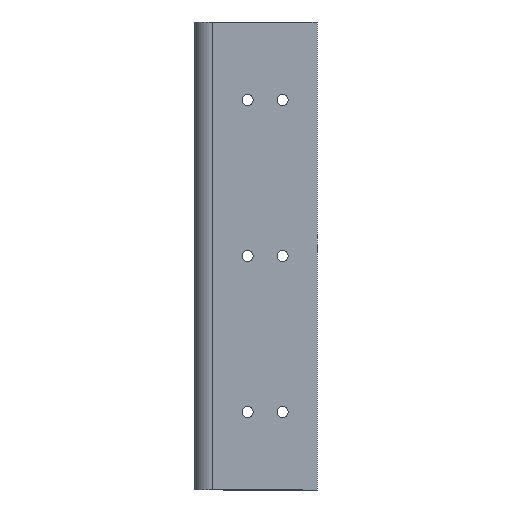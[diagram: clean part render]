
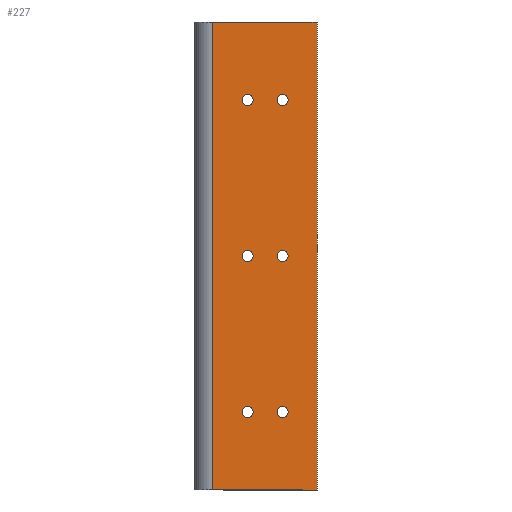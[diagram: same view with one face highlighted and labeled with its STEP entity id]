
A CAD part, front view. The second image highlights one B-rep face of the part: STEP entity #227.
In plain terms, the highlighted planar face has unit normal (0, -1, 0).
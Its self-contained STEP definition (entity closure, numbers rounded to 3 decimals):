
#4 = CIRCLE ( 'NONE', #674, 3. ) ;
#13 = DIRECTION ( 'NONE',  ( 0., 0., 1. ) ) ;
#18 = AXIS2_PLACEMENT_3D ( 'NONE', #1212, #38, #1318 ) ;
#23 = EDGE_LOOP ( 'NONE', ( #1366, #1026 ) ) ;
#30 = VERTEX_POINT ( 'NONE', #880 ) ;
#31 = DIRECTION ( 'NONE',  ( 0., 0., 1. ) ) ;
#35 = EDGE_LOOP ( 'NONE', ( #1071, #254, #845, #859 ) ) ;
#36 = EDGE_CURVE ( 'NONE', #1265, #1341, #74, .T. ) ;
#38 = DIRECTION ( 'NONE',  ( 0., 1., 0. ) ) ;
#63 = CIRCLE ( 'NONE', #819, 3. ) ;
#74 = CIRCLE ( 'NONE', #211, 3. ) ;
#76 = FACE_BOUND ( 'NONE', #321, .T. ) ;
#77 = DIRECTION ( 'NONE',  ( 0., -1., 0. ) ) ;
#86 = AXIS2_PLACEMENT_3D ( 'NONE', #1295, #1077, #1183 ) ;
#101 = CIRCLE ( 'NONE', #86, 3. ) ;
#108 = CIRCLE ( 'NONE', #1368, 3. ) ;
#120 = DIRECTION ( 'NONE',  ( 0., 0., 1. ) ) ;
#135 = CARTESIAN_POINT ( 'NONE',  ( 44., -9.55, 0. ) ) ;
#165 = ORIENTED_EDGE ( 'NONE', *, *, #858, .T. ) ;
#183 = VERTEX_POINT ( 'NONE', #1005 ) ;
#185 = CARTESIAN_POINT ( 'NONE',  ( 25.3, -9.55, -85. ) ) ;
#190 = CARTESIAN_POINT ( 'NONE',  ( 6.2, -9.55, -88. ) ) ;
#211 = AXIS2_PLACEMENT_3D ( 'NONE', #664, #220, #13 ) ;
#220 = DIRECTION ( 'NONE',  ( 0., 1., 0. ) ) ;
#227 = ADVANCED_FACE ( 'NONE', ( #821, #654, #76, #1201, #1037, #629, #1111 ), #1057, .T. ) ;
#246 = CARTESIAN_POINT ( 'NONE',  ( 25.3, -9.55, -85. ) ) ;
#252 = VECTOR ( 'NONE', #567, 1000. ) ;
#254 = ORIENTED_EDGE ( 'NONE', *, *, #1323, .T. ) ;
#263 = VECTOR ( 'NONE', #500, 1000. ) ;
#265 = VERTEX_POINT ( 'NONE', #525 ) ;
#287 = ORIENTED_EDGE ( 'NONE', *, *, #561, .T. ) ;
#295 = CIRCLE ( 'NONE', #1269, 3. ) ;
#297 = CARTESIAN_POINT ( 'NONE',  ( 6.2, -9.55, 0. ) ) ;
#308 = EDGE_CURVE ( 'NONE', #1220, #265, #923, .T. ) ;
#311 = AXIS2_PLACEMENT_3D ( 'NONE', #185, #731, #407 ) ;
#321 = EDGE_LOOP ( 'NONE', ( #797, #883 ) ) ;
#323 = EDGE_CURVE ( 'NONE', #524, #1074, #466, .T. ) ;
#324 = VERTEX_POINT ( 'NONE', #666 ) ;
#349 = DIRECTION ( 'NONE',  ( 0., 1., 0. ) ) ;
#357 = AXIS2_PLACEMENT_3D ( 'NONE', #616, #385, #1144 ) ;
#358 = DIRECTION ( 'NONE',  ( 0., 1., 0. ) ) ;
#361 = CIRCLE ( 'NONE', #966, 3. ) ;
#372 = EDGE_CURVE ( 'NONE', #456, #897, #361, .T. ) ;
#375 = CARTESIAN_POINT ( 'NONE',  ( 25.3, -9.55, 3. ) ) ;
#385 = DIRECTION ( 'NONE',  ( 0., 1., 0. ) ) ;
#397 = ORIENTED_EDGE ( 'NONE', *, *, #903, .T. ) ;
#400 = EDGE_CURVE ( 'NONE', #1085, #30, #295, .T. ) ;
#401 = DIRECTION ( 'NONE',  ( 1., 0., 0. ) ) ;
#407 = DIRECTION ( 'NONE',  ( 0., 0., 1. ) ) ;
#417 = EDGE_CURVE ( 'NONE', #183, #1074, #484, .T. ) ;
#425 = CIRCLE ( 'NONE', #634, 3. ) ;
#438 = DIRECTION ( 'NONE',  ( 0., 0., 1. ) ) ;
#440 = CARTESIAN_POINT ( 'NONE',  ( 25.3, -9.55, 85. ) ) ;
#449 = CARTESIAN_POINT ( 'NONE',  ( 6.2, -9.55, 0. ) ) ;
#452 = CARTESIAN_POINT ( 'NONE',  ( 6.2, -9.55, 82. ) ) ;
#456 = VERTEX_POINT ( 'NONE', #893 ) ;
#466 = LINE ( 'NONE', #135, #967 ) ;
#470 = CIRCLE ( 'NONE', #18, 3. ) ;
#484 = LINE ( 'NONE', #825, #263 ) ;
#485 = EDGE_CURVE ( 'NONE', #1341, #1265, #108, .T. ) ;
#500 = DIRECTION ( 'NONE',  ( 1., 0., 0. ) ) ;
#512 = AXIS2_PLACEMENT_3D ( 'NONE', #737, #77, #401 ) ;
#524 = VERTEX_POINT ( 'NONE', #1217 ) ;
#525 = CARTESIAN_POINT ( 'NONE',  ( 25.3, -9.55, 88. ) ) ;
#544 = EDGE_CURVE ( 'NONE', #524, #1049, #970, .T. ) ;
#549 = DIRECTION ( 'NONE',  ( 0., 1., 0. ) ) ;
#561 = EDGE_CURVE ( 'NONE', #324, #874, #4, .T. ) ;
#564 = EDGE_LOOP ( 'NONE', ( #997, #1075 ) ) ;
#567 = DIRECTION ( 'NONE',  ( 0., 0., -1. ) ) ;
#588 = DIRECTION ( 'NONE',  ( 0., 0., 1. ) ) ;
#613 = EDGE_CURVE ( 'NONE', #874, #324, #470, .T. ) ;
#616 = CARTESIAN_POINT ( 'NONE',  ( 25.3, -9.55, 85. ) ) ;
#619 = CIRCLE ( 'NONE', #357, 3. ) ;
#629 = FACE_BOUND ( 'NONE', #835, .T. ) ;
#634 = AXIS2_PLACEMENT_3D ( 'NONE', #246, #1329, #588 ) ;
#648 = ORIENTED_EDGE ( 'NONE', *, *, #989, .T. ) ;
#654 = FACE_BOUND ( 'NONE', #564, .T. ) ;
#664 = CARTESIAN_POINT ( 'NONE',  ( 6.2, -9.55, 85. ) ) ;
#666 = CARTESIAN_POINT ( 'NONE',  ( 6.2, -9.55, -82. ) ) ;
#674 = AXIS2_PLACEMENT_3D ( 'NONE', #1312, #358, #31 ) ;
#696 = CARTESIAN_POINT ( 'NONE',  ( -12.95, -9.55, 127.5 ) ) ;
#698 = VERTEX_POINT ( 'NONE', #1120 ) ;
#722 = CIRCLE ( 'NONE', #311, 3. ) ;
#731 = DIRECTION ( 'NONE',  ( 0., 1., 0. ) ) ;
#737 = CARTESIAN_POINT ( 'NONE',  ( -14.089, -9.55, -132.6 ) ) ;
#754 = ORIENTED_EDGE ( 'NONE', *, *, #372, .T. ) ;
#797 = ORIENTED_EDGE ( 'NONE', *, *, #400, .T. ) ;
#808 = CARTESIAN_POINT ( 'NONE',  ( 25.3, -9.55, 82. ) ) ;
#819 = AXIS2_PLACEMENT_3D ( 'NONE', #297, #1051, #1155 ) ;
#821 = FACE_BOUND ( 'NONE', #23, .T. ) ;
#825 = CARTESIAN_POINT ( 'NONE',  ( 10.744, -9.55, -127.5 ) ) ;
#833 = DIRECTION ( 'NONE',  ( 0., 1., 0. ) ) ;
#835 = EDGE_LOOP ( 'NONE', ( #287, #1221 ) ) ;
#845 = ORIENTED_EDGE ( 'NONE', *, *, #417, .T. ) ;
#858 = EDGE_CURVE ( 'NONE', #698, #1258, #722, .T. ) ;
#859 = ORIENTED_EDGE ( 'NONE', *, *, #323, .F. ) ;
#872 = CARTESIAN_POINT ( 'NONE',  ( -12.95, -9.55, 0. ) ) ;
#874 = VERTEX_POINT ( 'NONE', #190 ) ;
#880 = CARTESIAN_POINT ( 'NONE',  ( 25.3, -9.55, -3. ) ) ;
#881 = DIRECTION ( 'NONE',  ( 0., 0., -1. ) ) ;
#883 = ORIENTED_EDGE ( 'NONE', *, *, #1371, .T. ) ;
#893 = CARTESIAN_POINT ( 'NONE',  ( 6.2, -9.55, 3. ) ) ;
#897 = VERTEX_POINT ( 'NONE', #1263 ) ;
#903 = EDGE_CURVE ( 'NONE', #897, #456, #63, .T. ) ;
#923 = CIRCLE ( 'NONE', #1389, 3. ) ;
#926 = CARTESIAN_POINT ( 'NONE',  ( 44., -9.55, -127.5 ) ) ;
#932 = EDGE_LOOP ( 'NONE', ( #754, #397 ) ) ;
#966 = AXIS2_PLACEMENT_3D ( 'NONE', #449, #349, #120 ) ;
#967 = VECTOR ( 'NONE', #881, 1000. ) ;
#970 = LINE ( 'NONE', #1222, #1154 ) ;
#989 = EDGE_CURVE ( 'NONE', #1258, #698, #425, .T. ) ;
#997 = ORIENTED_EDGE ( 'NONE', *, *, #36, .T. ) ;
#1005 = CARTESIAN_POINT ( 'NONE',  ( -12.95, -9.55, -127.5 ) ) ;
#1026 = ORIENTED_EDGE ( 'NONE', *, *, #308, .T. ) ;
#1037 = FACE_BOUND ( 'NONE', #1117, .T. ) ;
#1049 = VERTEX_POINT ( 'NONE', #696 ) ;
#1051 = DIRECTION ( 'NONE',  ( 0., 1., 0. ) ) ;
#1057 = PLANE ( 'NONE',  #512 ) ;
#1071 = ORIENTED_EDGE ( 'NONE', *, *, #544, .T. ) ;
#1074 = VERTEX_POINT ( 'NONE', #926 ) ;
#1075 = ORIENTED_EDGE ( 'NONE', *, *, #485, .T. ) ;
#1077 = DIRECTION ( 'NONE',  ( 0., 1., 0. ) ) ;
#1085 = VERTEX_POINT ( 'NONE', #375 ) ;
#1111 = FACE_OUTER_BOUND ( 'NONE', #35, .T. ) ;
#1117 = EDGE_LOOP ( 'NONE', ( #648, #165 ) ) ;
#1120 = CARTESIAN_POINT ( 'NONE',  ( 25.3, -9.55, -88. ) ) ;
#1127 = CARTESIAN_POINT ( 'NONE',  ( 6.2, -9.55, 88. ) ) ;
#1143 = DIRECTION ( 'NONE',  ( 0., 1., 0. ) ) ;
#1144 = DIRECTION ( 'NONE',  ( 0., 0., 1. ) ) ;
#1154 = VECTOR ( 'NONE', #1308, 1000. ) ;
#1155 = DIRECTION ( 'NONE',  ( 0., 0., 1. ) ) ;
#1178 = EDGE_CURVE ( 'NONE', #265, #1220, #619, .T. ) ;
#1183 = DIRECTION ( 'NONE',  ( 0., 0., 1. ) ) ;
#1191 = CARTESIAN_POINT ( 'NONE',  ( 25.3, -9.55, 0. ) ) ;
#1201 = FACE_BOUND ( 'NONE', #932, .T. ) ;
#1212 = CARTESIAN_POINT ( 'NONE',  ( 6.2, -9.55, -85. ) ) ;
#1217 = CARTESIAN_POINT ( 'NONE',  ( 44., -9.55, 127.5 ) ) ;
#1220 = VERTEX_POINT ( 'NONE', #808 ) ;
#1221 = ORIENTED_EDGE ( 'NONE', *, *, #613, .T. ) ;
#1222 = CARTESIAN_POINT ( 'NONE',  ( 15.525, -9.55, 127.5 ) ) ;
#1242 = LINE ( 'NONE', #872, #252 ) ;
#1258 = VERTEX_POINT ( 'NONE', #1338 ) ;
#1263 = CARTESIAN_POINT ( 'NONE',  ( 6.2, -9.55, -3. ) ) ;
#1265 = VERTEX_POINT ( 'NONE', #1127 ) ;
#1269 = AXIS2_PLACEMENT_3D ( 'NONE', #1191, #833, #1356 ) ;
#1273 = CARTESIAN_POINT ( 'NONE',  ( 6.2, -9.55, 85. ) ) ;
#1295 = CARTESIAN_POINT ( 'NONE',  ( 25.3, -9.55, 0. ) ) ;
#1298 = DIRECTION ( 'NONE',  ( 0., 0., 1. ) ) ;
#1308 = DIRECTION ( 'NONE',  ( -1., 0., 0. ) ) ;
#1312 = CARTESIAN_POINT ( 'NONE',  ( 6.2, -9.55, -85. ) ) ;
#1318 = DIRECTION ( 'NONE',  ( 0., 0., 1. ) ) ;
#1323 = EDGE_CURVE ( 'NONE', #1049, #183, #1242, .T. ) ;
#1329 = DIRECTION ( 'NONE',  ( 0., 1., 0. ) ) ;
#1338 = CARTESIAN_POINT ( 'NONE',  ( 25.3, -9.55, -82. ) ) ;
#1341 = VERTEX_POINT ( 'NONE', #452 ) ;
#1356 = DIRECTION ( 'NONE',  ( 0., 0., 1. ) ) ;
#1366 = ORIENTED_EDGE ( 'NONE', *, *, #1178, .T. ) ;
#1368 = AXIS2_PLACEMENT_3D ( 'NONE', #1273, #1143, #438 ) ;
#1371 = EDGE_CURVE ( 'NONE', #30, #1085, #101, .T. ) ;
#1389 = AXIS2_PLACEMENT_3D ( 'NONE', #440, #549, #1298 ) ;
